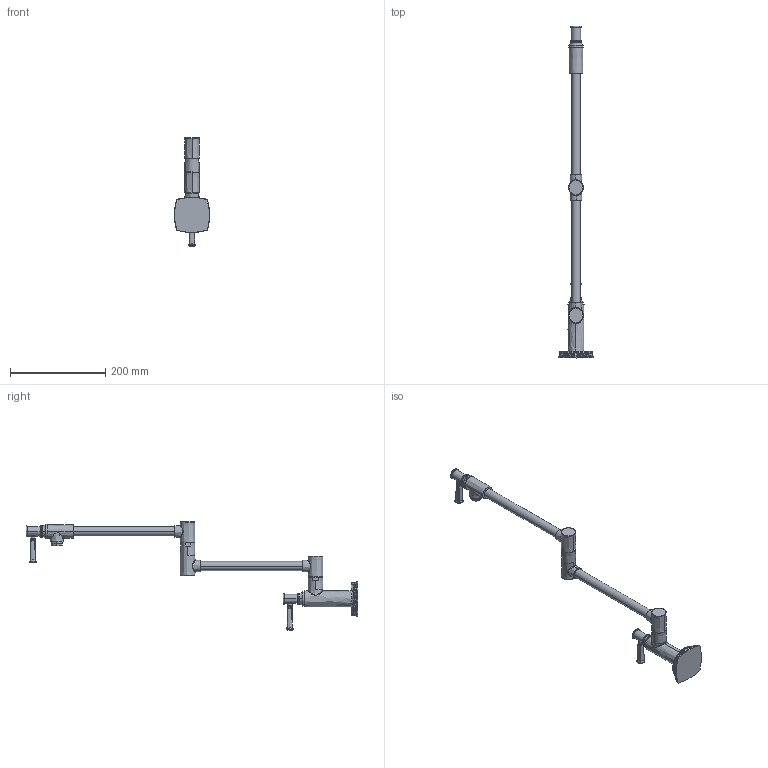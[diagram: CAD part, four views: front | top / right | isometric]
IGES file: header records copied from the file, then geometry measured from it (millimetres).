
Start section:  PTC IGES file: 3160-5503.igs
Global section: file name: 3160-5503.igs; native system: Creo Parametric by PTC Inc.; preprocessor: 2018400; author: jinson.thomas; organization: Unknown; date: 20201201.132142; units: inch
Bounding box: 73.66 x 697.08 x 227.24 mm (x, y, z)
Volume: 513192.1 mm3; surface area: 90393.9 mm2
Topology: 1 solids, 1 shells, 415 faces, 881 edges, 488 vertices
Faces by surface type: revolution 256, bspline 159
